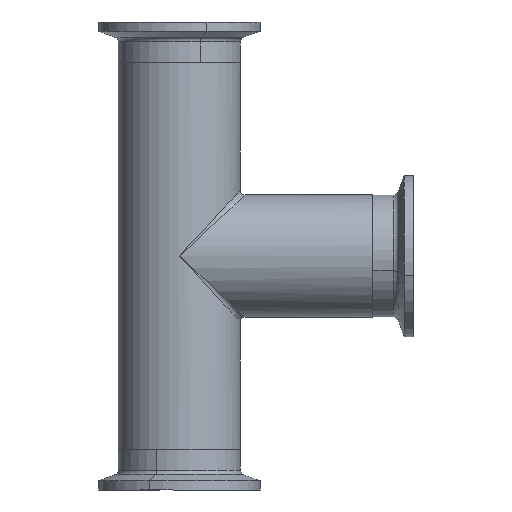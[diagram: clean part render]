
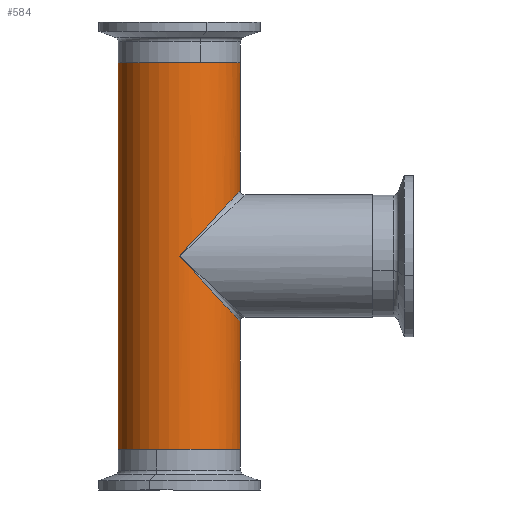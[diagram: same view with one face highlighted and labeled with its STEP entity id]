
A CAD part, front view. The second image highlights one B-rep face of the part: STEP entity #584.
In plain terms, the highlighted cylindrical face has radius 19.05 mm (diameter 38.1 mm), a partial arc.
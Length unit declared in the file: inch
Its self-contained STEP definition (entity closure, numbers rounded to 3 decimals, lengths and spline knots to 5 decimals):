
#8 = DIRECTION ( 'NONE',  ( 0., 0., -1. ) ) ;
#18 = CARTESIAN_POINT ( 'NONE',  ( 0.75, 0., 2.37402 ) ) ;
#47 = DIRECTION ( 'NONE',  ( 1., 0., 0. ) ) ;
#60 = VERTEX_POINT ( 'NONE', #1455 ) ;
#70 = CIRCLE ( 'NONE', #1013, 0.75 ) ;
#77 = CARTESIAN_POINT ( 'NONE',  ( 0.75, -0.43934, 0.80906 ) ) ;
#87 = LINE ( 'NONE', #1544, #1106 ) ;
#104 = EDGE_CURVE ( 'NONE', #60, #1466, #902, .T. ) ;
#119 = VERTEX_POINT ( 'NONE', #599 ) ;
#158 = CARTESIAN_POINT ( 'NONE',  ( 0., 0., 2.37402 ) ) ;
#170 = DIRECTION ( 'NONE',  ( 0., 0., 1. ) ) ;
#227 = EDGE_LOOP ( 'NONE', ( #1543, #589, #304, #1209, #1077, #1128, #1051 ) ) ;
#263 = DIRECTION ( 'NONE',  ( 0., 0., -1. ) ) ;
#278 = CARTESIAN_POINT ( 'NONE',  ( 0.75, 0., -2.37402 ) ) ;
#304 = ORIENTED_EDGE ( 'NONE', *, *, #1603, .T. ) ;
#319 = DIRECTION ( 'NONE',  ( 1., 0., 0. ) ) ;
#329 = CARTESIAN_POINT ( 'NONE',  ( -0.75, 0., -2.37402 ) ) ;
#336 = AXIS2_PLACEMENT_3D ( 'NONE', #158, #263, #1462 ) ;
#344 = CARTESIAN_POINT ( 'NONE',  ( 0., -0.75, 0. ) ) ;
#380 = CARTESIAN_POINT ( 'NONE',  ( 0.43934, -0.75, -0.47393 ) ) ;
#418 = CARTESIAN_POINT ( 'NONE',  ( -0.75, 0., 2.37402 ) ) ;
#475 = CARTESIAN_POINT ( 'NONE',  ( 0.75, -0.43934, -0.80906 ) ) ;
#486 = EDGE_CURVE ( 'NONE', #119, #1063, #1611, .T. ) ;
#499 = CYLINDRICAL_SURFACE ( 'NONE', #336, 0.75 ) ;
#522 = CARTESIAN_POINT ( 'NONE',  ( 0., -0.75, 0. ) ) ;
#523 = VERTEX_POINT ( 'NONE', #914 ) ;
#570 = CARTESIAN_POINT ( 'NONE',  ( 0., 0., 2.37402 ) ) ;
#581 =( BOUNDED_CURVE ( )  B_SPLINE_CURVE ( 3, ( #344, #1129, #77, #992 ),
 .UNSPECIFIED., .F., .T. ) 
 B_SPLINE_CURVE_WITH_KNOTS ( ( 4, 4 ),
 ( 1.5708, 3.14159 ),
 .UNSPECIFIED. ) 
 CURVE ( )  GEOMETRIC_REPRESENTATION_ITEM ( )  RATIONAL_B_SPLINE_CURVE ( ( 1., 0.805, 0.805, 1. ) ) 
 REPRESENTATION_ITEM ( '' )  );
#584 = ADVANCED_FACE ( 'NONE', ( #1581 ), #499, .T. ) ;
#589 = ORIENTED_EDGE ( 'NONE', *, *, #658, .F. ) ;
#599 = CARTESIAN_POINT ( 'NONE',  ( 0.75, 0., 2.37402 ) ) ;
#658 = EDGE_CURVE ( 'NONE', #523, #119, #1628, .T. ) ;
#789 = VERTEX_POINT ( 'NONE', #329 ) ;
#875 = EDGE_CURVE ( 'NONE', #60, #1170, #87, .T. ) ;
#902 =( BOUNDED_CURVE ( )  B_SPLINE_CURVE ( 3, ( #1277, #475, #380, #1615 ),
 .UNSPECIFIED., .F., .F. ) 
 B_SPLINE_CURVE_WITH_KNOTS ( ( 4, 4 ),
 ( 3.14159, 4.71239 ),
 .UNSPECIFIED. ) 
 CURVE ( )  GEOMETRIC_REPRESENTATION_ITEM ( )  RATIONAL_B_SPLINE_CURVE ( ( 1., 0.805, 0.805, 1. ) ) 
 REPRESENTATION_ITEM ( '' )  );
#914 = CARTESIAN_POINT ( 'NONE',  ( -0.75, 0., 2.37402 ) ) ;
#950 = CARTESIAN_POINT ( 'NONE',  ( 0., 0., -2.37402 ) ) ;
#992 = CARTESIAN_POINT ( 'NONE',  ( 0.75, 0., 0.80906 ) ) ;
#1005 = EDGE_CURVE ( 'NONE', #789, #1170, #70, .T. ) ;
#1013 = AXIS2_PLACEMENT_3D ( 'NONE', #950, #1094, #47 ) ;
#1051 = ORIENTED_EDGE ( 'NONE', *, *, #1376, .T. ) ;
#1056 = VECTOR ( 'NONE', #8, 39.37008 ) ;
#1063 = VERTEX_POINT ( 'NONE', #1541 ) ;
#1065 = LINE ( 'NONE', #418, #1635 ) ;
#1077 = ORIENTED_EDGE ( 'NONE', *, *, #875, .F. ) ;
#1094 = DIRECTION ( 'NONE',  ( 0., 0., 1. ) ) ;
#1106 = VECTOR ( 'NONE', #1387, 39.37008 ) ;
#1128 = ORIENTED_EDGE ( 'NONE', *, *, #104, .T. ) ;
#1129 = CARTESIAN_POINT ( 'NONE',  ( 0.43934, -0.75, 0.47393 ) ) ;
#1170 = VERTEX_POINT ( 'NONE', #278 ) ;
#1209 = ORIENTED_EDGE ( 'NONE', *, *, #1005, .T. ) ;
#1277 = CARTESIAN_POINT ( 'NONE',  ( 0.75, 0., -0.80906 ) ) ;
#1335 = DIRECTION ( 'NONE',  ( 0., 0., -1. ) ) ;
#1376 = EDGE_CURVE ( 'NONE', #1466, #1063, #581, .T. ) ;
#1387 = DIRECTION ( 'NONE',  ( 0., 0., -1. ) ) ;
#1455 = CARTESIAN_POINT ( 'NONE',  ( 0.75, 0., -0.80906 ) ) ;
#1462 = DIRECTION ( 'NONE',  ( -1., 0., 0. ) ) ;
#1466 = VERTEX_POINT ( 'NONE', #522 ) ;
#1497 = AXIS2_PLACEMENT_3D ( 'NONE', #570, #170, #319 ) ;
#1541 = CARTESIAN_POINT ( 'NONE',  ( 0.75, 0., 0.80906 ) ) ;
#1543 = ORIENTED_EDGE ( 'NONE', *, *, #486, .F. ) ;
#1544 = CARTESIAN_POINT ( 'NONE',  ( 0.75, 0., 2.37402 ) ) ;
#1581 = FACE_OUTER_BOUND ( 'NONE', #227, .T. ) ;
#1603 = EDGE_CURVE ( 'NONE', #523, #789, #1065, .T. ) ;
#1611 = LINE ( 'NONE', #18, #1056 ) ;
#1615 = CARTESIAN_POINT ( 'NONE',  ( 0., -0.75, 0. ) ) ;
#1628 = CIRCLE ( 'NONE', #1497, 0.75 ) ;
#1635 = VECTOR ( 'NONE', #1335, 39.37008 ) ;
